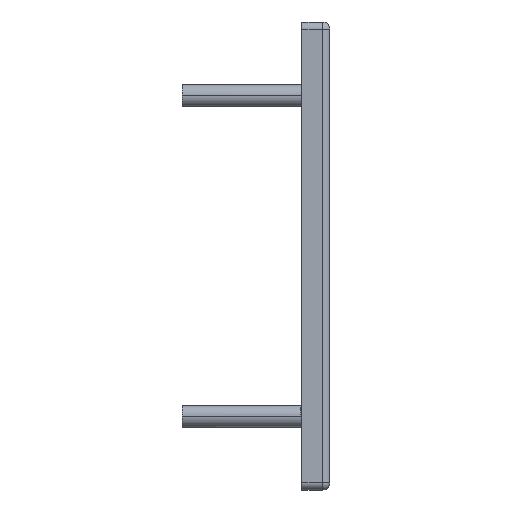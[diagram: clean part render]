
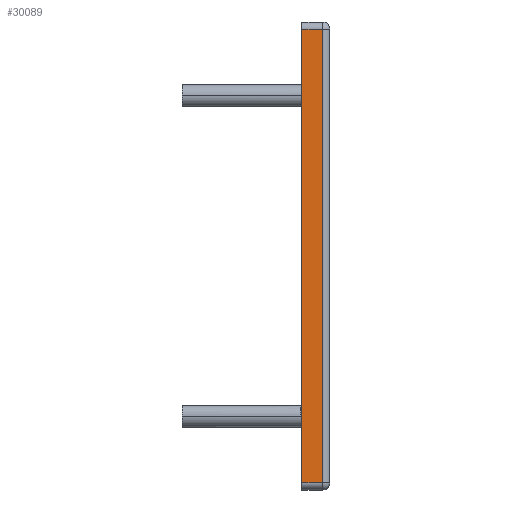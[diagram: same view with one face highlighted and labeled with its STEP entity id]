
A CAD part, front view. The second image highlights one B-rep face of the part: STEP entity #30089.
In plain terms, the highlighted planar face has unit normal (0, -1, 0).
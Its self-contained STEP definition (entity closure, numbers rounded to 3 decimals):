
#8939=CARTESIAN_POINT('Vertex',(6.019,-138.829,63.)) ;
#8942=CARTESIAN_POINT('Line Origine',(6.019,-138.829,0.)) ;
#8946=CARTESIAN_POINT('Vertex',(6.019,-138.829,-63.)) ;
#30059=CARTESIAN_POINT('Axis2P3D Location',(0.219,-138.829,-65.)) ;
#30064=CARTESIAN_POINT('Line Origine',(3.119,-138.829,-63.)) ;
#30068=CARTESIAN_POINT('Vertex',(0.219,-138.829,-63.)) ;
#30071=CARTESIAN_POINT('Line Origine',(3.119,-138.829,63.)) ;
#30075=CARTESIAN_POINT('Vertex',(0.219,-138.829,63.)) ;
#30078=CARTESIAN_POINT('Line Origine',(0.219,-138.829,0.)) ;
#8944=VECTOR('Line Direction',#8943,1.) ;
#30066=VECTOR('Line Direction',#30065,1.) ;
#30073=VECTOR('Line Direction',#30072,1.) ;
#30080=VECTOR('Line Direction',#30079,1.) ;
#8943=DIRECTION('Vector Direction',(0.,0.,1.)) ;
#30060=DIRECTION('Axis2P3D Direction',(0.,1.,0.)) ;
#30061=DIRECTION('Axis2P3D XDirection',(0.,0.,1.)) ;
#30065=DIRECTION('Vector Direction',(1.,0.,0.)) ;
#30072=DIRECTION('Vector Direction',(1.,0.,0.)) ;
#30079=DIRECTION('Vector Direction',(0.,0.,1.)) ;
#30062=AXIS2_PLACEMENT_3D('Plane Axis2P3D',#30059,#30060,#30061) ;
#8945=LINE('Line',#8942,#8944) ;
#30067=LINE('Line',#30064,#30066) ;
#30074=LINE('Line',#30071,#30073) ;
#30081=LINE('Line',#30078,#30080) ;
#30063=PLANE('',#30062) ;
#8948=EDGE_CURVE('',#8940,#8947,#8945,.F.) ;
#30070=EDGE_CURVE('',#8947,#30069,#30067,.F.) ;
#30077=EDGE_CURVE('',#30076,#8940,#30074,.T.) ;
#30082=EDGE_CURVE('',#30076,#30069,#30081,.F.) ;
#30084=ORIENTED_EDGE('',*,*,#30070,.F.) ;
#30085=ORIENTED_EDGE('',*,*,#8948,.F.) ;
#30086=ORIENTED_EDGE('',*,*,#30077,.F.) ;
#30087=ORIENTED_EDGE('',*,*,#30082,.T.) ;
#30083=EDGE_LOOP('',(#30084,#30085,#30086,#30087)) ;
#8940=VERTEX_POINT('',#8939) ;
#8947=VERTEX_POINT('',#8946) ;
#30069=VERTEX_POINT('',#30068) ;
#30076=VERTEX_POINT('',#30075) ;
#30089=ADVANCED_FACE('PartBody',(#30088),#30063,.F.) ;
#30088=FACE_OUTER_BOUND('',#30083,.T.) ;
